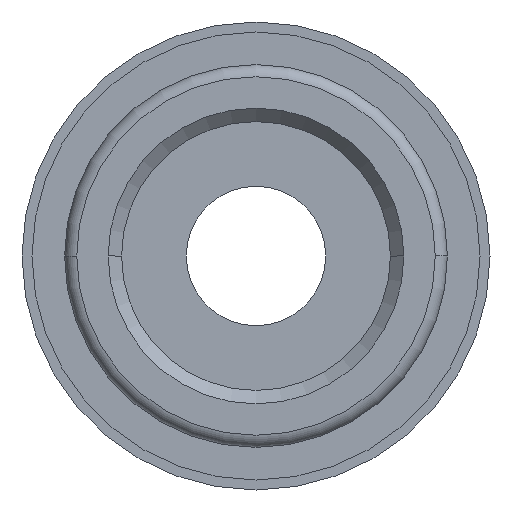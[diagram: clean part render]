
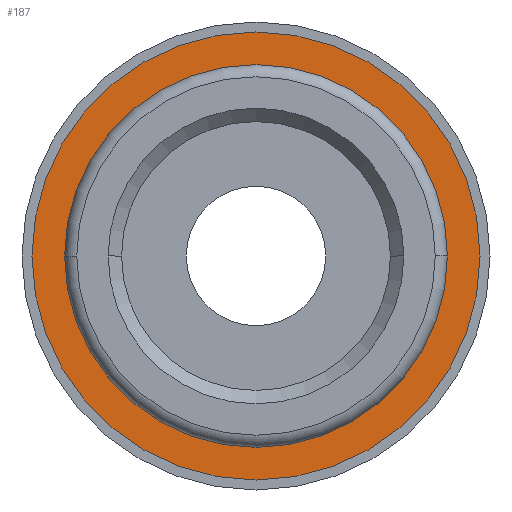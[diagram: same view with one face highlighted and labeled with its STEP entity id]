
A CAD part, front view. The second image highlights one B-rep face of the part: STEP entity #187.
In plain terms, the highlighted planar face has unit normal (0, -1, 0).
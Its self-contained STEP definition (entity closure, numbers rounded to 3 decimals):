
#187=ADVANCED_FACE('',(#393,#394),#395,.T.);
#393=FACE_BOUND('',#604,.T.);
#394=FACE_OUTER_BOUND('',#605,.T.);
#395=PLANE('',#606);
#604=EDGE_LOOP('',(#1047,#1048,#1049));
#605=EDGE_LOOP('',(#1050,#1051));
#606=AXIS2_PLACEMENT_3D('',#1052,#1053,#1054);
#1047=ORIENTED_EDGE('',*,*,#1209,.T.);
#1048=ORIENTED_EDGE('',*,*,#1274,.T.);
#1049=ORIENTED_EDGE('',*,*,#1210,.T.);
#1050=ORIENTED_EDGE('',*,*,#1325,.F.);
#1051=ORIENTED_EDGE('',*,*,#1293,.F.);
#1052=CARTESIAN_POINT('',(5.625,3.6,0.0));
#1053=DIRECTION('',(-0.0,-1.0,-0.0));
#1054=DIRECTION('',(-1.0,0.0,0.0));
#1209=EDGE_CURVE('',#1438,#1436,#1439,.T.);
#1210=EDGE_CURVE('',#1440,#1438,#1441,.T.);
#1274=EDGE_CURVE('',#1436,#1440,#1533,.T.);
#1293=EDGE_CURVE('',#1556,#1551,#1558,.T.);
#1325=EDGE_CURVE('',#1551,#1556,#1594,.T.);
#1436=VERTEX_POINT('',#1723);
#1438=VERTEX_POINT('',#1725);
#1439=CIRCLE('',#1726,9.156);
#1440=VERTEX_POINT('',#1727);
#1441=CIRCLE('',#1728,9.156);
#1533=CIRCLE('',#1832,9.156);
#1551=VERTEX_POINT('',#1852);
#1556=VERTEX_POINT('',#1858);
#1558=CIRCLE('',#1861,11.25);
#1594=CIRCLE('',#1905,11.25);
#1723=CARTESIAN_POINT('',(9.156,3.6,0.));
#1725=CARTESIAN_POINT('',(0.,3.6,9.156));
#1726=AXIS2_PLACEMENT_3D('',#2022,#2023,#2024);
#1727=CARTESIAN_POINT('',(-9.156,3.6,0.));
#1728=AXIS2_PLACEMENT_3D('',#2025,#2026,#2027);
#1832=AXIS2_PLACEMENT_3D('',#2136,#2137,#2138);
#1852=CARTESIAN_POINT('',(11.25,3.6,0.0));
#1858=CARTESIAN_POINT('',(-11.25,3.6,0.));
#1861=AXIS2_PLACEMENT_3D('',#2167,#2168,#2169);
#1905=AXIS2_PLACEMENT_3D('',#2208,#2209,#2210);
#2022=CARTESIAN_POINT('',(0.0,3.6,0.0));
#2023=DIRECTION('',(0.0,1.0,0.0));
#2024=DIRECTION('',(0.0,0.0,-1.0));
#2025=CARTESIAN_POINT('',(0.0,3.6,0.0));
#2026=DIRECTION('',(0.0,1.0,0.0));
#2027=DIRECTION('',(0.0,0.0,-1.0));
#2136=CARTESIAN_POINT('',(0.0,3.6,0.0));
#2137=DIRECTION('',(0.0,1.0,0.0));
#2138=DIRECTION('',(0.0,0.0,-1.0));
#2167=CARTESIAN_POINT('',(0.0,3.6,0.0));
#2168=DIRECTION('',(-0.0,1.0,0.0));
#2169=DIRECTION('',(1.0,0.0,0.0));
#2208=CARTESIAN_POINT('',(0.0,3.6,0.0));
#2209=DIRECTION('',(-0.0,1.0,0.0));
#2210=DIRECTION('',(1.0,0.0,0.0));
